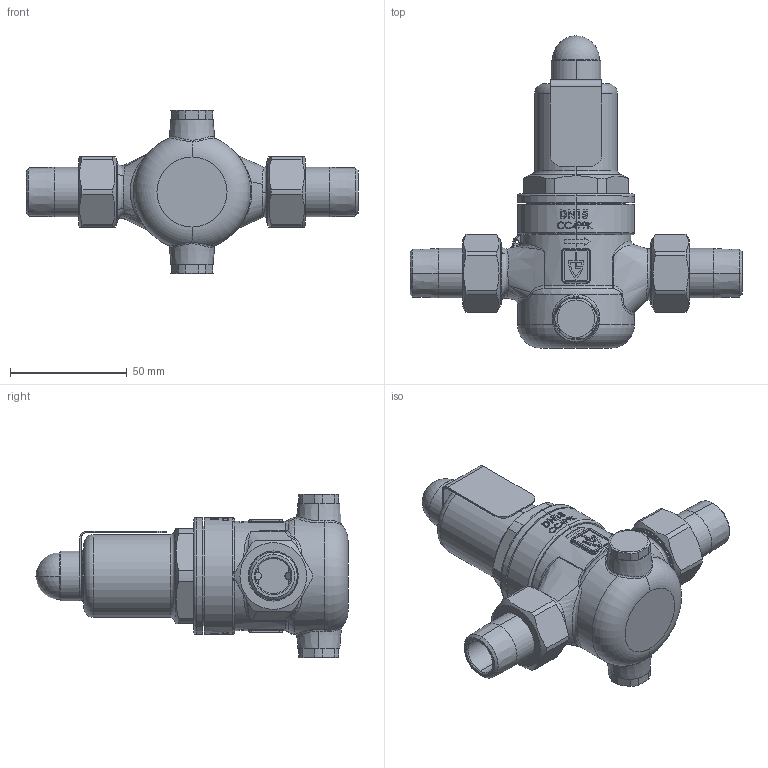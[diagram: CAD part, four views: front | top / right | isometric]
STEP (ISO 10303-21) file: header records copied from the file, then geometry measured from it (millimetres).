
FILE_DESCRIPTION (( 'STEP AP214' ), '1' );
FILE_NAME ('681 15 DM.STEP', '2012-06-26T14:19:18', ( 'Blankenhorn' ), ( '' ), 'SwSTEP 2.0', 'SolidWorks 2011', '' );
FILE_SCHEMA (( 'AUTOMOTIVE_DESIGN' ));
Length unit declared in the file: millimetre
Products named in the file (1): 681 15 DM
Bounding box: 142 x 133.5 x 70 mm (x, y, z)
Volume: 108344.9 mm3; surface area: 69008.9 mm2
Topology: 12 solids, 12 shells, 972 faces, 2496 edges, 1590 vertices
Faces by surface type: plane 353, cylinder 248, bspline 216, cone 97, torus 42, sphere 16
Entity records: 55528 total; most frequent: CARTESIAN_POINT 22776, ORIENTED_EDGE 4962, DIRECTION 4052, EDGE_CURVE 2481, VERTEX_POINT 1587, AXIS2_PLACEMENT_3D 1544, EDGE_LOOP 1054, UNCERTAINTY_MEASURE_WITH_UNIT 986
